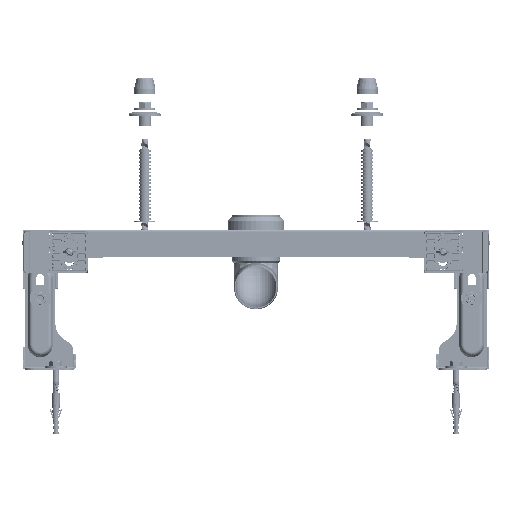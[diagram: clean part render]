
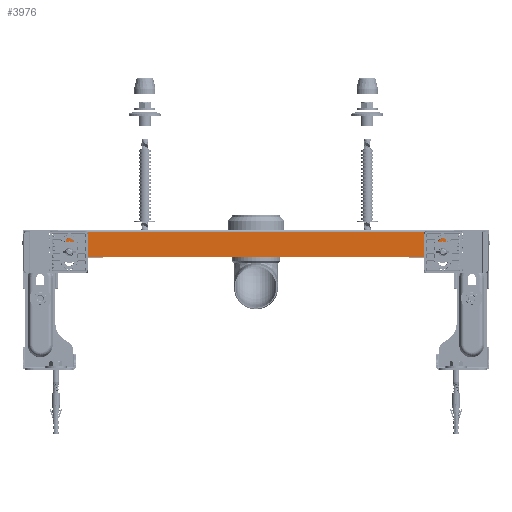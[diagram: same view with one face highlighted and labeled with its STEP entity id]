
A CAD part, front view. The second image highlights one B-rep face of the part: STEP entity #3976.
In plain terms, the highlighted planar face has unit normal (0, -1, 0).
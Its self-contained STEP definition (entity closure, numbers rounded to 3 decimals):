
#3801=DIRECTION('',(0.,0.,1.));
#3802=VECTOR('',#3801,28.);
#3803=CARTESIAN_POINT('',(-222.5,-450.,-15.));
#3804=LINE('',#3803,#3802);
#3805=DIRECTION('',(1.,0.,0.));
#3806=VECTOR('',#3805,445.);
#3807=CARTESIAN_POINT('',(-222.5,-450.,13.));
#3808=LINE('',#3807,#3806);
#3809=DIRECTION('',(0.,0.,-1.));
#3810=VECTOR('',#3809,28.);
#3811=CARTESIAN_POINT('',(222.5,-450.,13.));
#3812=LINE('',#3811,#3810);
#3817=DIRECTION('',(1.,0.,0.));
#3818=VECTOR('',#3817,445.);
#3819=CARTESIAN_POINT('',(-222.5,-450.,-15.));
#3820=LINE('',#3819,#3818);
#3845=CARTESIAN_POINT('',(-222.5,-450.,13.));
#3846=VERTEX_POINT('',#3845);
#3847=CARTESIAN_POINT('',(-222.5,-450.,-15.));
#3848=VERTEX_POINT('',#3847);
#3861=CARTESIAN_POINT('',(222.5,-450.,13.));
#3862=VERTEX_POINT('',#3861);
#3863=CARTESIAN_POINT('',(222.5,-450.,-15.));
#3864=VERTEX_POINT('',#3863);
#3962=CARTESIAN_POINT('',(-222.5,-450.,13.));
#3963=DIRECTION('',(0.,-1.,0.));
#3964=DIRECTION('',(0.,0.,-1.));
#3965=AXIS2_PLACEMENT_3D('',#3962,#3963,#3964);
#3966=PLANE('',#3965);
#3968=ORIENTED_EDGE('',*,*,#3967,.T.);
#3969=ORIENTED_EDGE('',*,*,#3950,.T.);
#3971=ORIENTED_EDGE('',*,*,#3970,.T.);
#3973=ORIENTED_EDGE('',*,*,#3972,.F.);
#3974=EDGE_LOOP('',(#3968,#3969,#3971,#3973));
#3975=FACE_OUTER_BOUND('',#3974,.F.);
#3976=ADVANCED_FACE('',(#3975),#3966,.T.);
#3950=EDGE_CURVE('',#3846,#3862,#3808,.T.);
#3967=EDGE_CURVE('',#3848,#3846,#3804,.T.);
#3970=EDGE_CURVE('',#3862,#3864,#3812,.T.);
#3972=EDGE_CURVE('',#3848,#3864,#3820,.T.);
